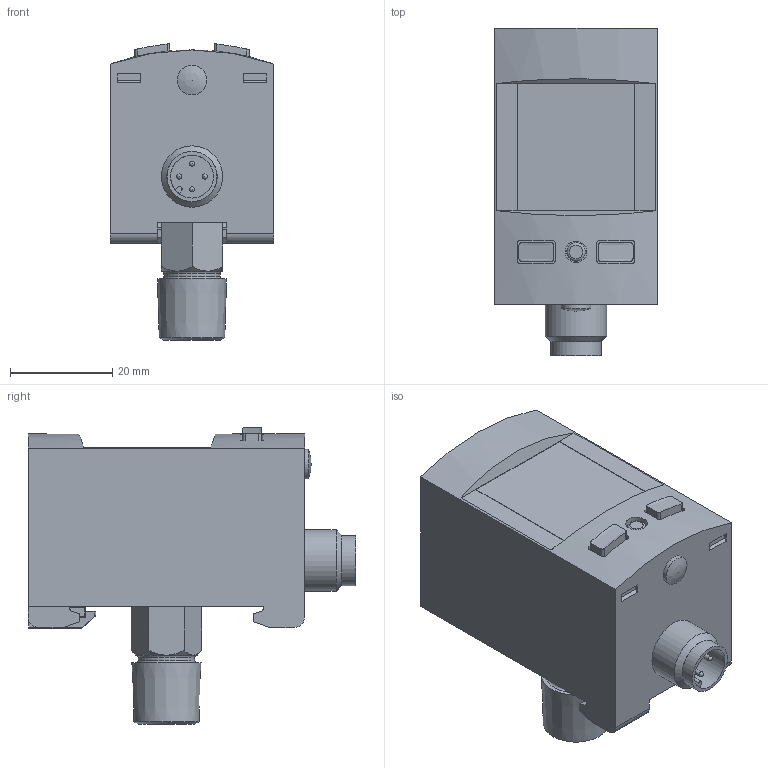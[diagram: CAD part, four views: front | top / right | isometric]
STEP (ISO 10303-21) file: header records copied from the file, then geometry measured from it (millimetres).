
FILE_DESCRIPTION(/* description */ ('STEP AP214'),/* implementation_level */ '2;1');
FILE_NAME(/* name */ '8001208_SPAU-P10R-T-R14M-L-PNLK-PNVBA-M12D',/* time_stamp */ '2024-09-15T11:39:13+02:00',/* author */ ('License CC BY-ND 4.0'),/* organization */ ('CADENAS'),/* preprocessor_version */ 'ST-DEVELOPER v19.3',/* originating_system */ 'PARTsolutions',/* authorisation */ ' ');
FILE_SCHEMA (('AUTOMOTIVE_DESIGN {1 0 10303 214 3 1 1}'));
Length unit declared in the file: millimetre
Products named in the file (3): 8001208 SPAU-P10R-T-R14M-L-PNLK-PNVBA-M12D; 8001200 SPAU-B2TR14M-LLKAM12DR14M12-p; 1345605 SPAU
Assembly tree (2 placements, depth 2):
  8001208 SPAU-P10R-T-R14M-L-PNLK-PNVBA-M12D
    8001200 SPAU-B2TR14M-LLKAM12DR14M12-p
    1345605 SPAU
Bounding box: 32 x 64 x 57.95 mm (x, y, z)
Volume: 59965.3 mm3; surface area: 12506.9 mm2
Topology: 2 solids, 2 shells, 207 faces, 523 edges, 343 vertices
Faces by surface type: plane 123, cylinder 64, cone 12, sphere 5, torus 3
Full cylindrical faces by diameter (mm): 1 x4, 1.35 x1, 1.5 x1, 2.459 x2, 3 x2, 3.6 x1, 4.134 x1, 4.2 x1, 5.8 x1, 8.4 x1, 9.8 x1, 11 x1, 12 x1
Entity records: 7152 total; most frequent: CARTESIAN_POINT 1108, DIRECTION 998, ORIENTED_EDGE 948, EDGE_CURVE 474, AXIS2_PLACEMENT_3D 343, VERTEX_POINT 326, LINE 312, VECTOR 312
